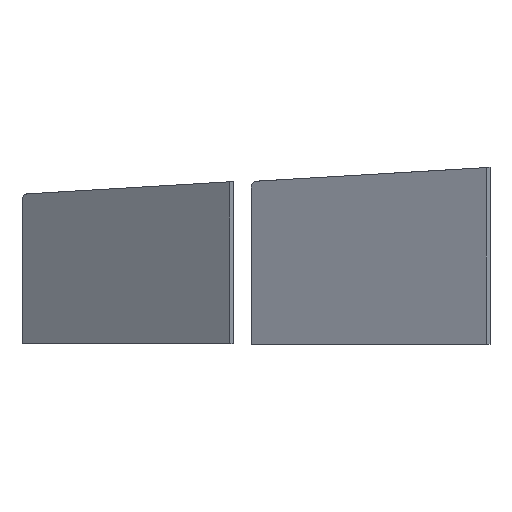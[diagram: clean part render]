
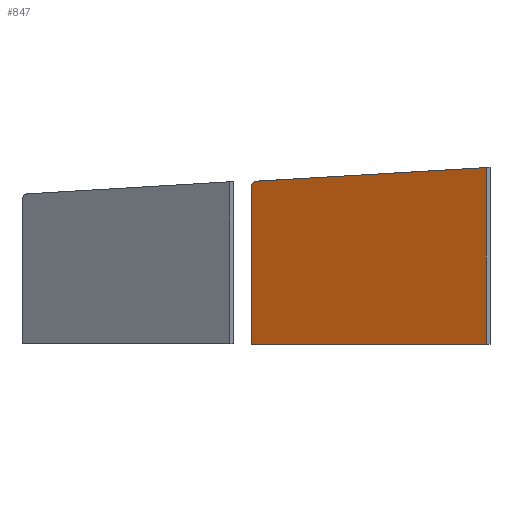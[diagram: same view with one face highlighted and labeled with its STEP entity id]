
A CAD part, top view. The second image highlights one B-rep face of the part: STEP entity #847.
In plain terms, the highlighted planar face has unit normal (-0.438, 0, 0.899).
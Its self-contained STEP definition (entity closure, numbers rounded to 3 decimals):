
#480 = PLANE('',#481);
#481 = AXIS2_PLACEMENT_3D('',#482,#483,#484);
#482 = CARTESIAN_POINT('',(5.454,-93.648,0.));
#483 = DIRECTION('',(0.058,-0.998,0.));
#484 = DIRECTION('',(0.,0.,-1.));
#507 = PLANE('',#508);
#508 = AXIS2_PLACEMENT_3D('',#509,#510,#511);
#509 = CARTESIAN_POINT('',(10457.485,0.,6463.149));
#510 = DIRECTION('',(0.851,0.,0.526));
#511 = DIRECTION('',(0.,-1.,0.));
#534 = PLANE('',#535);
#535 = AXIS2_PLACEMENT_3D('',#536,#537,#538);
#536 = CARTESIAN_POINT('',(0.,0.,-7500.));
#537 = DIRECTION('',(0.,-1.,-0.));
#538 = DIRECTION('',(1.,0.,0.));
#560 = PLANE('',#561);
#561 = AXIS2_PLACEMENT_3D('',#562,#563,#564);
#562 = CARTESIAN_POINT('',(9653.623,0.,5966.33));
#563 = DIRECTION('',(0.851,0.,0.526));
#564 = DIRECTION('',(0.,-1.,0.));
#586 = CYLINDRICAL_SURFACE('',#587,25.);
#587 = AXIS2_PLACEMENT_3D('',#588,#589,#590);
#588 = CARTESIAN_POINT('',(10972.624,520.074,
    3879.716));
#589 = DIRECTION('',(0.525,0.031,-0.85));
#590 = DIRECTION('',(-0.058,0.998,
    0.));
#609 = VERTEX_POINT('',#610);
#610 = CARTESIAN_POINT('',(11802.355,593.443,
    2534.845));
#633 = VERTEX_POINT('',#634);
#634 = CARTESIAN_POINT('',(12634.907,641.934,
    2940.044));
#653 = EDGE_CURVE('',#633,#609,#654,.T.);
#654 = SURFACE_CURVE('',#655,(#659,#665),.PCURVE_S1.);
#655 = LINE('',#656,#657);
#656 = CARTESIAN_POINT('',(-4192.115,-338.128,
    -5249.588));
#657 = VECTOR('',#658,1.);
#658 = DIRECTION('',(-0.898,-0.052,-0.437)
  );
#659 = PCURVE('',#480,#660);
#660 = DEFINITIONAL_REPRESENTATION('',(#661),#664);
#661 = B_SPLINE_CURVE_WITH_KNOTS('',1,(#662,#663),.UNSPECIFIED.,.F.,.F.,
  (2,2),(-18941.575,-17321.026),
  .PIECEWISE_BEZIER_KNOTS.);
#662 = CARTESIAN_POINT('',(-3028.234,12832.363));
#663 = CARTESIAN_POINT('',(-2320.023,11374.756));
#664 = ( GEOMETRIC_REPRESENTATION_CONTEXT(2) 
PARAMETRIC_REPRESENTATION_CONTEXT() REPRESENTATION_CONTEXT('2D SPACE',''
  ) );
#665 = PCURVE('',#666,#671);
#666 = PLANE('',#667);
#667 = AXIS2_PLACEMENT_3D('',#668,#669,#670);
#668 = CARTESIAN_POINT('',(-9676.723,-46.239,
    -7918.92));
#669 = DIRECTION('',(0.438,0.,-0.899));
#670 = DIRECTION('',(0.,-1.,0.));
#671 = DEFINITIONAL_REPRESENTATION('',(#672),#675);
#672 = B_SPLINE_CURVE_WITH_KNOTS('',1,(#673,#674),.UNSPECIFIED.,.F.,.F.,
  (2,2),(-18941.575,-17321.026),
  .PIECEWISE_BEZIER_KNOTS.);
#673 = CARTESIAN_POINT('',(-698.726,-25015.347));
#674 = CARTESIAN_POINT('',(-613.974,-23397.015));
#675 = ( GEOMETRIC_REPRESENTATION_CONTEXT(2) 
PARAMETRIC_REPRESENTATION_CONTEXT() REPRESENTATION_CONTEXT('2D SPACE',''
  ) );
#680 = EDGE_CURVE('',#681,#609,#683,.T.);
#681 = VERTEX_POINT('',#682);
#682 = CARTESIAN_POINT('',(11780.879,568.388,
    2524.393));
#683 = SURFACE_CURVE('',#684,(#689,#702),.PCURVE_S1.);
#684 = ELLIPSE('',#685,25.139,25.);
#685 = AXIS2_PLACEMENT_3D('',#686,#687,#688);
#686 = CARTESIAN_POINT('',(11803.472,568.466,
    2535.389));
#687 = DIRECTION('',(0.438,0.,-0.899)
  );
#688 = DIRECTION('',(0.86,0.292,0.419));
#689 = PCURVE('',#586,#690);
#690 = DEFINITIONAL_REPRESENTATION('',(#691),#701);
#691 = B_SPLINE_CURVE_WITH_KNOTS('',8,(#692,#693,#694,#695,#696,#697,
    #698,#699,#700),.UNSPECIFIED.,.F.,.F.,(9,9),(3.436,
    4.957),.PIECEWISE_BEZIER_KNOTS.);
#692 = CARTESIAN_POINT('',(-1.521,1578.571));
#693 = CARTESIAN_POINT('',(-1.331,1578.717));
#694 = CARTESIAN_POINT('',(-1.141,1578.967));
#695 = CARTESIAN_POINT('',(-0.951,1579.313));
#696 = CARTESIAN_POINT('',(-0.761,1579.74));
#697 = CARTESIAN_POINT('',(-0.57,1580.223));
#698 = CARTESIAN_POINT('',(-0.38,1580.736));
#699 = CARTESIAN_POINT('',(-0.19,1581.249));
#700 = CARTESIAN_POINT('',(0.,1581.736));
#701 = ( GEOMETRIC_REPRESENTATION_CONTEXT(2) 
PARAMETRIC_REPRESENTATION_CONTEXT() REPRESENTATION_CONTEXT('2D SPACE',''
  ) );
#702 = PCURVE('',#666,#703);
#703 = DEFINITIONAL_REPRESENTATION('',(#704),#708);
#704 = ELLIPSE('',#705,25.139,25.);
#705 = AXIS2_PLACEMENT_2D('',#706,#707);
#706 = CARTESIAN_POINT('',(-614.705,-23889.148));
#707 = DIRECTION('',(-0.292,-0.957));
#708 = ( GEOMETRIC_REPRESENTATION_CONTEXT(2) 
PARAMETRIC_REPRESENTATION_CONTEXT() REPRESENTATION_CONTEXT('2D SPACE',''
  ) );
#737 = EDGE_CURVE('',#681,#738,#740,.T.);
#738 = VERTEX_POINT('',#739);
#739 = CARTESIAN_POINT('',(11780.879,0.,2524.393));
#740 = SURFACE_CURVE('',#741,(#745,#751),.PCURVE_S1.);
#741 = LINE('',#742,#743);
#742 = CARTESIAN_POINT('',(11780.879,-23.12,
    2524.393));
#743 = VECTOR('',#744,1.);
#744 = DIRECTION('',(0.,-1.,0.));
#745 = PCURVE('',#560,#746);
#746 = DEFINITIONAL_REPRESENTATION('',(#747),#750);
#747 = B_SPLINE_CURVE_WITH_KNOTS('',1,(#748,#749),.UNSPECIFIED.,.F.,.F.,
  (2,2),(-699.193,583.796),.PIECEWISE_BEZIER_KNOTS.);
#748 = CARTESIAN_POINT('',(-676.073,4046.251));
#749 = CARTESIAN_POINT('',(606.916,4046.251));
#750 = ( GEOMETRIC_REPRESENTATION_CONTEXT(2) 
PARAMETRIC_REPRESENTATION_CONTEXT() REPRESENTATION_CONTEXT('2D SPACE',''
  ) );
#751 = PCURVE('',#666,#752);
#752 = DEFINITIONAL_REPRESENTATION('',(#753),#756);
#753 = B_SPLINE_CURVE_WITH_KNOTS('',1,(#754,#755),.UNSPECIFIED.,.F.,.F.,
  (2,2),(-699.193,583.796),.PIECEWISE_BEZIER_KNOTS.);
#754 = CARTESIAN_POINT('',(-722.313,-23864.021));
#755 = CARTESIAN_POINT('',(560.677,-23864.021));
#756 = ( GEOMETRIC_REPRESENTATION_CONTEXT(2) 
PARAMETRIC_REPRESENTATION_CONTEXT() REPRESENTATION_CONTEXT('2D SPACE',''
  ) );
#783 = VERTEX_POINT('',#784);
#784 = CARTESIAN_POINT('',(12634.907,0.,2940.044));
#803 = EDGE_CURVE('',#783,#738,#804,.T.);
#804 = SURFACE_CURVE('',#805,(#809,#815),.PCURVE_S1.);
#805 = LINE('',#806,#807);
#806 = CARTESIAN_POINT('',(-5682.531,0.,-5974.966));
#807 = VECTOR('',#808,1.);
#808 = DIRECTION('',(-0.899,0.,-0.438));
#809 = PCURVE('',#534,#810);
#810 = DEFINITIONAL_REPRESENTATION('',(#811),#814);
#811 = B_SPLINE_CURVE_WITH_KNOTS('',1,(#812,#813),.UNSPECIFIED.,.F.,.F.,
  (2,2),(-20466.676,-19326.91),
  .PIECEWISE_BEZIER_KNOTS.);
#812 = CARTESIAN_POINT('',(12720.31,10481.61));
#813 = CARTESIAN_POINT('',(11695.476,9982.828));
#814 = ( GEOMETRIC_REPRESENTATION_CONTEXT(2) 
PARAMETRIC_REPRESENTATION_CONTEXT() REPRESENTATION_CONTEXT('2D SPACE',''
  ) );
#815 = PCURVE('',#666,#816);
#816 = DEFINITIONAL_REPRESENTATION('',(#817),#820);
#817 = B_SPLINE_CURVE_WITH_KNOTS('',1,(#818,#819),.UNSPECIFIED.,.F.,.F.,
  (2,2),(-20466.676,-19326.91),
  .PIECEWISE_BEZIER_KNOTS.);
#818 = CARTESIAN_POINT('',(-46.239,-24908.806));
#819 = CARTESIAN_POINT('',(-46.239,-23769.04));
#820 = ( GEOMETRIC_REPRESENTATION_CONTEXT(2) 
PARAMETRIC_REPRESENTATION_CONTEXT() REPRESENTATION_CONTEXT('2D SPACE',''
  ) );
#828 = EDGE_CURVE('',#633,#783,#829,.T.);
#829 = SURFACE_CURVE('',#830,(#834,#840),.PCURVE_S1.);
#830 = LINE('',#831,#832);
#831 = CARTESIAN_POINT('',(12634.907,-23.12,
    2940.044));
#832 = VECTOR('',#833,1.);
#833 = DIRECTION('',(0.,-1.,0.));
#834 = PCURVE('',#507,#835);
#835 = DEFINITIONAL_REPRESENTATION('',(#836),#839);
#836 = B_SPLINE_CURVE_WITH_KNOTS('',1,(#837,#838),.UNSPECIFIED.,.F.,.F.,
  (2,2),(-782.593,618.651),.PIECEWISE_BEZIER_KNOTS.);
#837 = CARTESIAN_POINT('',(-759.473,4141.67));
#838 = CARTESIAN_POINT('',(641.77,4141.67));
#839 = ( GEOMETRIC_REPRESENTATION_CONTEXT(2) 
PARAMETRIC_REPRESENTATION_CONTEXT() REPRESENTATION_CONTEXT('2D SPACE',''
  ) );
#840 = PCURVE('',#666,#841);
#841 = DEFINITIONAL_REPRESENTATION('',(#842),#845);
#842 = B_SPLINE_CURVE_WITH_KNOTS('',1,(#843,#844),.UNSPECIFIED.,.F.,.F.,
  (2,2),(-782.593,618.651),.PIECEWISE_BEZIER_KNOTS.);
#843 = CARTESIAN_POINT('',(-805.712,-24813.826));
#844 = CARTESIAN_POINT('',(595.531,-24813.826));
#845 = ( GEOMETRIC_REPRESENTATION_CONTEXT(2) 
PARAMETRIC_REPRESENTATION_CONTEXT() REPRESENTATION_CONTEXT('2D SPACE',''
  ) );
#847 = ADVANCED_FACE('',(#848),#666,.F.);
#848 = FACE_BOUND('',#849,.F.);
#849 = EDGE_LOOP('',(#850,#851,#852,#853,#854));
#850 = ORIENTED_EDGE('',*,*,#828,.T.);
#851 = ORIENTED_EDGE('',*,*,#803,.T.);
#852 = ORIENTED_EDGE('',*,*,#737,.F.);
#853 = ORIENTED_EDGE('',*,*,#680,.T.);
#854 = ORIENTED_EDGE('',*,*,#653,.F.);
